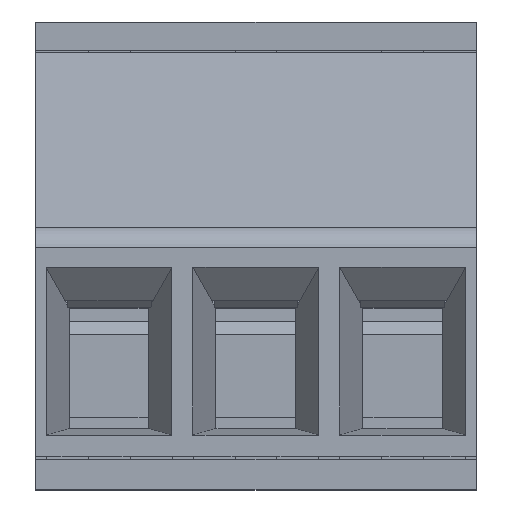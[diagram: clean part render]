
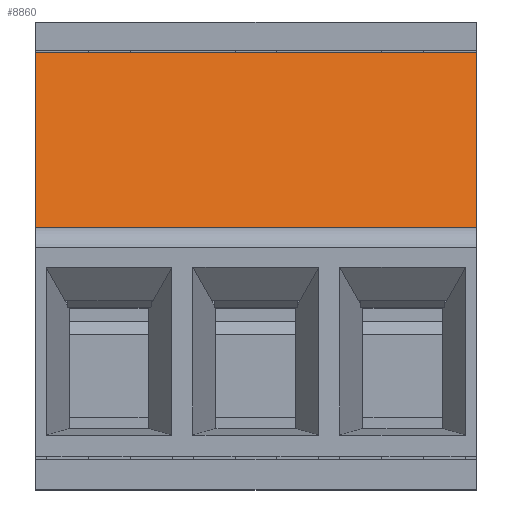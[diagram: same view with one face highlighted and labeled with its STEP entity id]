
A CAD part, top view. The second image highlights one B-rep face of the part: STEP entity #8860.
In plain terms, the highlighted face is planar.
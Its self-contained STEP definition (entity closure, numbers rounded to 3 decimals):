
#197 = VERTEX_POINT ( 'NONE', #10478 ) ;
#346 = DIRECTION ( 'NONE',  ( 0., 0., 1. ) ) ;
#423 = ORIENTED_EDGE ( 'NONE', *, *, #10423, .F. ) ;
#1829 = EDGE_LOOP ( 'NONE', ( #6823, #423, #13879, #10199 ) ) ;
#2111 = VECTOR ( 'NONE', #13084, 1000. ) ;
#2301 = LINE ( 'NONE', #2929, #2111 ) ;
#2929 = CARTESIAN_POINT ( 'NONE',  ( 0.519, 5.458, -3.5 ) ) ;
#3575 = CARTESIAN_POINT ( 'NONE',  ( 1.423, 9.633, -3.5 ) ) ;
#4114 = CARTESIAN_POINT ( 'NONE',  ( 0.519, 5.458, 7. ) ) ;
#4245 = EDGE_CURVE ( 'NONE', #5694, #4911, #2301, .T. ) ;
#4704 = DIRECTION ( 'NONE',  ( -0.212, -0.977, 0. ) ) ;
#4911 = VERTEX_POINT ( 'NONE', #4114 ) ;
#5433 = LINE ( 'NONE', #9845, #11100 ) ;
#5496 = CARTESIAN_POINT ( 'NONE',  ( 0.519, 5.458, -3.5 ) ) ;
#5694 = VERTEX_POINT ( 'NONE', #5496 ) ;
#6823 = ORIENTED_EDGE ( 'NONE', *, *, #4245, .T. ) ;
#7170 = DIRECTION ( 'NONE',  ( -0.212, -0.977, 0. ) ) ;
#7986 = PLANE ( 'NONE',  #11203 ) ;
#8220 = CARTESIAN_POINT ( 'NONE',  ( 1.423, 9.633, -3.5 ) ) ;
#8341 = LINE ( 'NONE', #8220, #10992 ) ;
#8860 = ADVANCED_FACE ( 'NONE', ( #14281 ), #7986, .T. ) ;
#9845 = CARTESIAN_POINT ( 'NONE',  ( 1.423, 9.633, -3.5 ) ) ;
#10199 = ORIENTED_EDGE ( 'NONE', *, *, #12784, .T. ) ;
#10370 = EDGE_CURVE ( 'NONE', #197, #13722, #8341, .T. ) ;
#10423 = EDGE_CURVE ( 'NONE', #13722, #4911, #12985, .T. ) ;
#10478 = CARTESIAN_POINT ( 'NONE',  ( 1.423, 9.633, -3.5 ) ) ;
#10992 = VECTOR ( 'NONE', #346, 1000. ) ;
#11100 = VECTOR ( 'NONE', #12151, 1000. ) ;
#11203 = AXIS2_PLACEMENT_3D ( 'NONE', #3575, #11469, #4704 ) ;
#11469 = DIRECTION ( 'NONE',  ( -0.977, 0.212, 0. ) ) ;
#12151 = DIRECTION ( 'NONE',  ( -0.212, -0.977, 0. ) ) ;
#12167 = CARTESIAN_POINT ( 'NONE',  ( 1.423, 9.633, 7. ) ) ;
#12784 = EDGE_CURVE ( 'NONE', #197, #5694, #5433, .T. ) ;
#12985 = LINE ( 'NONE', #14059, #13353 ) ;
#13084 = DIRECTION ( 'NONE',  ( 0., 0., 1. ) ) ;
#13353 = VECTOR ( 'NONE', #7170, 1000. ) ;
#13722 = VERTEX_POINT ( 'NONE', #12167 ) ;
#13879 = ORIENTED_EDGE ( 'NONE', *, *, #10370, .F. ) ;
#14059 = CARTESIAN_POINT ( 'NONE',  ( 1.423, 9.633, 7. ) ) ;
#14281 = FACE_OUTER_BOUND ( 'NONE', #1829, .T. ) ;
